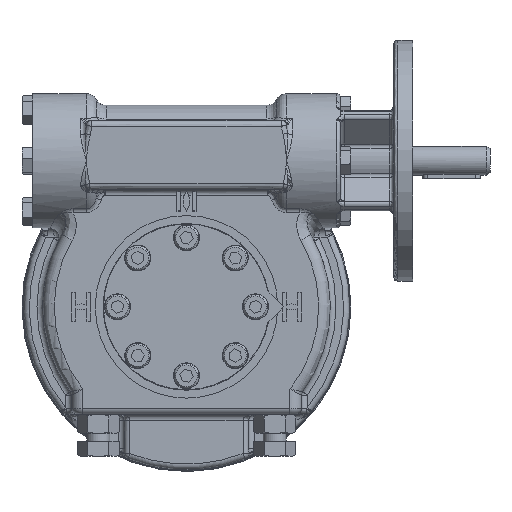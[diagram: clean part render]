
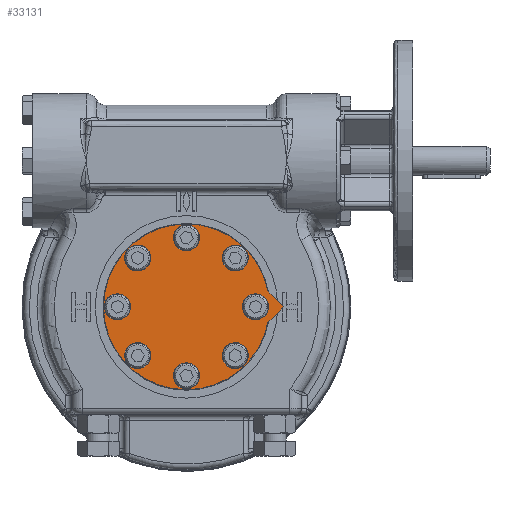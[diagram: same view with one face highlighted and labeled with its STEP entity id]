
A CAD part, top view. The second image highlights one B-rep face of the part: STEP entity #33131.
In plain terms, the highlighted planar face has unit normal (0, 0, 1).
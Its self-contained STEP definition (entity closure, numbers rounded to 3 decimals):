
#1372=CIRCLE('',#34249,6.75);
#1393=CIRCLE('',#34427,6.75);
#1416=CIRCLE('',#34616,6.75);
#1437=CIRCLE('',#34794,6.75);
#1458=CIRCLE('',#34972,6.75);
#1479=CIRCLE('',#35150,6.75);
#1500=CIRCLE('',#35328,6.75);
#1521=CIRCLE('',#35506,6.75);
#1526=CIRCLE('',#35515,43.25);
#7934=ORIENTED_EDGE('',*,*,#12577,.T.);
#7935=ORIENTED_EDGE('',*,*,#12920,.T.);
#7936=ORIENTED_EDGE('',*,*,#13283,.T.);
#7937=ORIENTED_EDGE('',*,*,#13626,.T.);
#7938=ORIENTED_EDGE('',*,*,#13969,.T.);
#7939=ORIENTED_EDGE('',*,*,#14312,.T.);
#7940=ORIENTED_EDGE('',*,*,#14655,.T.);
#7941=ORIENTED_EDGE('',*,*,#14998,.T.);
#7942=ORIENTED_EDGE('',*,*,#15003,.F.);
#7943=ORIENTED_EDGE('',*,*,#15004,.F.);
#7944=ORIENTED_EDGE('',*,*,#15005,.F.);
#12577=EDGE_CURVE('',#17369,#17369,#1372,.T.);
#12920=EDGE_CURVE('',#17594,#17594,#1393,.T.);
#13283=EDGE_CURVE('',#17833,#17833,#1416,.T.);
#13626=EDGE_CURVE('',#18058,#18058,#1437,.T.);
#13969=EDGE_CURVE('',#18283,#18283,#1458,.T.);
#14312=EDGE_CURVE('',#18508,#18508,#1479,.T.);
#14655=EDGE_CURVE('',#18733,#18733,#1500,.T.);
#14998=EDGE_CURVE('',#18958,#18958,#1521,.T.);
#15003=EDGE_CURVE('',#18963,#18964,#1526,.T.);
#15004=EDGE_CURVE('',#18965,#18963,#22625,.T.);
#15005=EDGE_CURVE('',#18964,#18965,#22626,.T.);
#17369=VERTEX_POINT('',#46484);
#17594=VERTEX_POINT('',#47177);
#17833=VERTEX_POINT('',#47913);
#18058=VERTEX_POINT('',#48606);
#18283=VERTEX_POINT('',#49299);
#18508=VERTEX_POINT('',#49992);
#18733=VERTEX_POINT('',#50685);
#18958=VERTEX_POINT('',#51378);
#18963=VERTEX_POINT('',#51392);
#18964=VERTEX_POINT('',#51393);
#18965=VERTEX_POINT('',#51395);
#22625=LINE('',#51394,#25695);
#22626=LINE('',#51396,#25696);
#25695=VECTOR('',#42163,1000.);
#25696=VECTOR('',#42164,1000.);
#27497=EDGE_LOOP('',(#7934));
#27498=EDGE_LOOP('',(#7935));
#27499=EDGE_LOOP('',(#7936));
#27500=EDGE_LOOP('',(#7937));
#27501=EDGE_LOOP('',(#7938));
#27502=EDGE_LOOP('',(#7939));
#27503=EDGE_LOOP('',(#7940));
#27504=EDGE_LOOP('',(#7941));
#27505=EDGE_LOOP('',(#7942,#7943,#7944));
#29658=FACE_BOUND('',#27497,.T.);
#29659=FACE_BOUND('',#27498,.T.);
#29660=FACE_BOUND('',#27499,.T.);
#29661=FACE_BOUND('',#27500,.T.);
#29662=FACE_BOUND('',#27501,.T.);
#29663=FACE_BOUND('',#27502,.T.);
#29664=FACE_BOUND('',#27503,.T.);
#29665=FACE_BOUND('',#27504,.T.);
#29666=FACE_BOUND('',#27505,.T.);
#31739=PLANE('',#35514);
#33131=ADVANCED_FACE('',(#29658,#29659,#29660,#29661,#29662,#29663,#29664,
#29665,#29666),#31739,.F.);
#34249=AXIS2_PLACEMENT_3D('',#46483,#37581,#37582);
#34427=AXIS2_PLACEMENT_3D('',#47176,#38227,#38228);
#34616=AXIS2_PLACEMENT_3D('',#47912,#38913,#38914);
#34794=AXIS2_PLACEMENT_3D('',#48605,#39559,#39560);
#34972=AXIS2_PLACEMENT_3D('',#49298,#40205,#40206);
#35150=AXIS2_PLACEMENT_3D('',#49991,#40851,#40852);
#35328=AXIS2_PLACEMENT_3D('',#50684,#41497,#41498);
#35506=AXIS2_PLACEMENT_3D('',#51377,#42143,#42144);
#35514=AXIS2_PLACEMENT_3D('',#51390,#42159,#42160);
#35515=AXIS2_PLACEMENT_3D('',#51391,#42161,#42162);
#37581=DIRECTION('',(0.,0.,-1.));
#37582=DIRECTION('',(0.239,-0.971,0.));
#38227=DIRECTION('',(0.,0.,-1.));
#38228=DIRECTION('',(0.971,0.239,0.));
#38913=DIRECTION('',(0.,0.,-1.));
#38914=DIRECTION('',(-0.971,-0.239,0.));
#39559=DIRECTION('',(0.,0.,-1.));
#39560=DIRECTION('',(-0.855,0.518,0.));
#40205=DIRECTION('',(0.,0.,-1.));
#40206=DIRECTION('',(0.855,-0.518,0.));
#40851=DIRECTION('',(0.,0.,-1.));
#40852=DIRECTION('',(-0.518,-0.855,0.));
#41497=DIRECTION('',(0.,0.,-1.));
#41498=DIRECTION('',(-0.239,0.971,0.));
#42143=DIRECTION('',(0.,0.,-1.));
#42144=DIRECTION('',(0.518,0.855,0.));
#42159=DIRECTION('',(0.,0.,-1.));
#42160=DIRECTION('',(0.,1.,0.));
#42161=DIRECTION('',(0.,0.,-1.));
#42162=DIRECTION('',(1.,0.,0.));
#42163=DIRECTION('',(-0.707,-0.707,0.));
#42164=DIRECTION('',(0.707,-0.707,0.));
#46483=CARTESIAN_POINT('',(0.,-36.,56.95));
#46484=CARTESIAN_POINT('',(1.611,-42.555,56.95));
#47176=CARTESIAN_POINT('',(36.,0.,56.95));
#47177=CARTESIAN_POINT('',(42.555,1.611,56.95));
#47912=CARTESIAN_POINT('',(-36.,0.,56.95));
#47913=CARTESIAN_POINT('',(-42.555,-1.611,56.95));
#48605=CARTESIAN_POINT('',(-25.456,25.456,56.95));
#48606=CARTESIAN_POINT('',(-31.23,28.952,56.95));
#49298=CARTESIAN_POINT('',(25.456,-25.456,56.95));
#49299=CARTESIAN_POINT('',(31.23,-28.952,56.95));
#49991=CARTESIAN_POINT('',(-25.456,-25.456,56.95));
#49992=CARTESIAN_POINT('',(-28.952,-31.23,56.95));
#50684=CARTESIAN_POINT('',(0.,36.,56.95));
#50685=CARTESIAN_POINT('',(-1.611,42.555,56.95));
#51377=CARTESIAN_POINT('',(25.456,25.456,56.95));
#51378=CARTESIAN_POINT('',(28.952,31.23,56.95));
#51390=CARTESIAN_POINT('',(0.,0.,
56.95));
#51391=CARTESIAN_POINT('',(0.,0.,
56.95));
#51392=CARTESIAN_POINT('',(42.445,-8.305,56.95));
#51393=CARTESIAN_POINT('',(42.445,8.305,56.95));
#51394=CARTESIAN_POINT('',(50.75,0.,56.95));
#51395=CARTESIAN_POINT('',(50.75,0.,56.95));
#51396=CARTESIAN_POINT('',(42.445,8.305,56.95));
